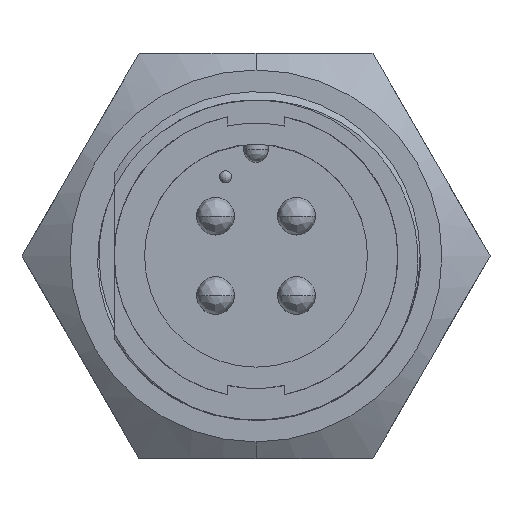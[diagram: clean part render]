
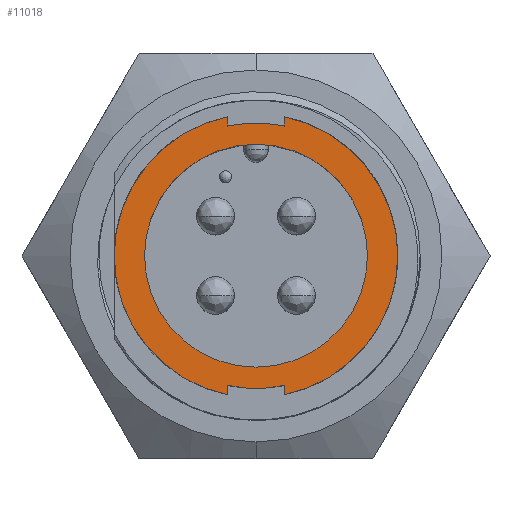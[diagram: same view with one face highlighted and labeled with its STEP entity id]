
A CAD part, top view. The second image highlights one B-rep face of the part: STEP entity #11018.
In plain terms, the highlighted planar face has unit normal (0, 0, 1).
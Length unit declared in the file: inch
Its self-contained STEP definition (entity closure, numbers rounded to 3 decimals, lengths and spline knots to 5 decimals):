
#147 = CARTESIAN_POINT ( 'NONE',  ( 0.07, 0.34293, 0. ) ) ;
#148 = DIRECTION ( 'NONE',  ( 0., -1., 0. ) ) ;
#361 = CARTESIAN_POINT ( 'NONE',  ( -0.07, -0.3275, 0. ) ) ;
#362 = DIRECTION ( 'NONE',  ( 0., -1., 0. ) ) ;
#477 = CARTESIAN_POINT ( 'NONE',  ( 0.07, -0.3275, 0. ) ) ;
#478 = DIRECTION ( 'NONE',  ( 0., 1., 0. ) ) ;
#482 = CARTESIAN_POINT ( 'NONE',  ( -0.07, -0.3275, 0. ) ) ;
#483 = DIRECTION ( 'NONE',  ( 0., -1., 0. ) ) ;
#588 = CARTESIAN_POINT ( 'NONE',  ( 0., 0., 0. ) ) ;
#589 = DIRECTION ( 'NONE',  ( 0., 0., -1. ) ) ;
#590 = DIRECTION ( 'NONE',  ( -1., 0., 0. ) ) ;
#954 = CARTESIAN_POINT ( 'NONE',  ( 0., 0., 0. ) ) ;
#955 = DIRECTION ( 'NONE',  ( 0., 0., -1. ) ) ;
#956 = DIRECTION ( 'NONE',  ( -1., 0., 0. ) ) ;
#957 = CARTESIAN_POINT ( 'NONE',  ( 0., 0., 0. ) ) ;
#958 = DIRECTION ( 'NONE',  ( 0., 0., 1. ) ) ;
#959 = DIRECTION ( 'NONE',  ( -1., 0., 0. ) ) ;
#1004 = CARTESIAN_POINT ( 'NONE',  ( 0., 0., 0. ) ) ;
#1005 = DIRECTION ( 'NONE',  ( 0., 0., -1. ) ) ;
#1006 = DIRECTION ( 'NONE',  ( 1., 0., 0. ) ) ;
#1901 = FACE_BOUND ( 'NONE', #9055, .T. ) ;
#1902 = FACE_OUTER_BOUND ( 'NONE', #9086, .T. ) ;
#3567 = CARTESIAN_POINT ( 'NONE',  ( 0.07, -0.31993, 0. ) ) ;
#3569 = CARTESIAN_POINT ( 'NONE',  ( -0.275, 0., 0. ) ) ;
#3582 = CARTESIAN_POINT ( 'NONE',  ( 0.35, 0., 0. ) ) ;
#3599 = CARTESIAN_POINT ( 'NONE',  ( -0.07, -0.31993, 0. ) ) ;
#3652 = CARTESIAN_POINT ( 'NONE',  ( 0.275, 0., 0. ) ) ;
#3659 = CARTESIAN_POINT ( 'NONE',  ( 0.07, -0.34293, 0. ) ) ;
#3661 = CARTESIAN_POINT ( 'NONE',  ( -0.07, -0.34293, 0. ) ) ;
#3665 = CARTESIAN_POINT ( 'NONE',  ( -0.07, 0.31993, 0. ) ) ;
#3682 = CARTESIAN_POINT ( 'NONE',  ( 0.07, 0.31993, 0. ) ) ;
#3706 = CARTESIAN_POINT ( 'NONE',  ( -0.07, 0.34293, 0. ) ) ;
#3769 = CARTESIAN_POINT ( 'NONE',  ( 0.07, 0.34293, 0. ) ) ;
#3874 = CARTESIAN_POINT ( 'NONE',  ( 0., 0., 0. ) ) ;
#3875 = DIRECTION ( 'NONE',  ( 0., 0., 1. ) ) ;
#3876 = DIRECTION ( 'NONE',  ( -1., 0., 0. ) ) ;
#3877 = CARTESIAN_POINT ( 'NONE',  ( 0., 0., 0. ) ) ;
#3878 = DIRECTION ( 'NONE',  ( 0., 0., -1. ) ) ;
#3879 = DIRECTION ( 'NONE',  ( 1., 0., 0. ) ) ;
#3892 = CARTESIAN_POINT ( 'NONE',  ( 0., 0., 0. ) ) ;
#3893 = DIRECTION ( 'NONE',  ( 0., 0., -1. ) ) ;
#3894 = DIRECTION ( 'NONE',  ( 1., 0., 0. ) ) ;
#8637 = CIRCLE ( 'NONE', #8646, 0.35 ) ;
#8646 = AXIS2_PLACEMENT_3D ( 'NONE', #1004, #1005, #1006 ) ;
#8654 = AXIS2_PLACEMENT_3D ( 'NONE', #588, #589, #590 ) ;
#8667 = CIRCLE ( 'NONE', #8727, 0.3275 ) ;
#8722 = AXIS2_PLACEMENT_3D ( 'NONE', #957, #958, #959 ) ;
#8727 = AXIS2_PLACEMENT_3D ( 'NONE', #954, #955, #956 ) ;
#8740 = CIRCLE ( 'NONE', #8722, 0.275 ) ;
#8780 = AXIS2_PLACEMENT_3D ( 'NONE', #3874, #3875, #3876 ) ;
#8784 = CIRCLE ( 'NONE', #8780, 0.275 ) ;
#8816 = AXIS2_PLACEMENT_3D ( 'NONE', #3892, #3893, #3894 ) ;
#8817 = CIRCLE ( 'NONE', #8816, 0.35 ) ;
#8842 = CIRCLE ( 'NONE', #8843, 0.35 ) ;
#8843 = AXIS2_PLACEMENT_3D ( 'NONE', #3877, #3878, #3879 ) ;
#8941 = VECTOR ( 'NONE', #148, 39.37008 ) ;
#8964 = VECTOR ( 'NONE', #362, 39.37008 ) ;
#8978 = VECTOR ( 'NONE', #478, 39.37008 ) ;
#8980 = VECTOR ( 'NONE', #483, 39.37008 ) ;
#9005 = CIRCLE ( 'NONE', #8654, 0.3275 ) ;
#9055 = EDGE_LOOP ( 'NONE', ( #11353, #11354 ) ) ;
#9086 = EDGE_LOOP ( 'NONE', ( #11355, #11356, #11357, #11351, #11359, #11360, #11358, #11361, #11362 ) ) ;
#9140 = PLANE ( 'NONE',  #10392 ) ;
#9141 = CARTESIAN_POINT ( 'NONE',  ( 0., -0.3275, 0. ) ) ;
#9142 = DIRECTION ( 'NONE',  ( 0., 0., -1. ) ) ;
#9143 = DIRECTION ( 'NONE',  ( -1., 0., 0. ) ) ;
#9787 = VERTEX_POINT ( 'NONE', #3582 ) ;
#9841 = VERTEX_POINT ( 'NONE', #3567 ) ;
#9845 = VERTEX_POINT ( 'NONE', #3599 ) ;
#9846 = VERTEX_POINT ( 'NONE', #3569 ) ;
#9873 = VERTEX_POINT ( 'NONE', #3706 ) ;
#9892 = VERTEX_POINT ( 'NONE', #3769 ) ;
#9926 = VERTEX_POINT ( 'NONE', #3661 ) ;
#9941 = VERTEX_POINT ( 'NONE', #3665 ) ;
#9942 = VERTEX_POINT ( 'NONE', #3682 ) ;
#9943 = VERTEX_POINT ( 'NONE', #3659 ) ;
#9954 = VERTEX_POINT ( 'NONE', #3652 ) ;
#9978 = EDGE_CURVE ( 'NONE', #9954, #9846, #8784, .T. ) ;
#9979 = EDGE_CURVE ( 'NONE', #9892, #9787, #8842, .T. ) ;
#9984 = EDGE_CURVE ( 'NONE', #9926, #9873, #8817, .T. ) ;
#10130 = EDGE_CURVE ( 'NONE', #9892, #9942, #11506, .T. ) ;
#10159 = EDGE_CURVE ( 'NONE', #9873, #9941, #11513, .T. ) ;
#10179 = EDGE_CURVE ( 'NONE', #9943, #9841, #11524, .T. ) ;
#10181 = EDGE_CURVE ( 'NONE', #9845, #9926, #11525, .T. ) ;
#10211 = EDGE_CURVE ( 'NONE', #9841, #9845, #9005, .T. ) ;
#10283 = EDGE_CURVE ( 'NONE', #9941, #9942, #8667, .T. ) ;
#10284 = EDGE_CURVE ( 'NONE', #9846, #9954, #8740, .T. ) ;
#10293 = EDGE_CURVE ( 'NONE', #9787, #9943, #8637, .T. ) ;
#10392 = AXIS2_PLACEMENT_3D ( 'NONE', #9141, #9142, #9143 ) ;
#11018 = ADVANCED_FACE ( 'NONE', ( #1901, #1902 ), #9140, .F. ) ;
#11351 = ORIENTED_EDGE ( 'NONE', *, *, #10130, .T. ) ;
#11353 = ORIENTED_EDGE ( 'NONE', *, *, #10284, .F. ) ;
#11354 = ORIENTED_EDGE ( 'NONE', *, *, #9978, .F. ) ;
#11355 = ORIENTED_EDGE ( 'NONE', *, *, #10179, .F. ) ;
#11356 = ORIENTED_EDGE ( 'NONE', *, *, #10293, .F. ) ;
#11357 = ORIENTED_EDGE ( 'NONE', *, *, #9979, .F. ) ;
#11358 = ORIENTED_EDGE ( 'NONE', *, *, #9984, .F. ) ;
#11359 = ORIENTED_EDGE ( 'NONE', *, *, #10283, .F. ) ;
#11360 = ORIENTED_EDGE ( 'NONE', *, *, #10159, .F. ) ;
#11361 = ORIENTED_EDGE ( 'NONE', *, *, #10181, .F. ) ;
#11362 = ORIENTED_EDGE ( 'NONE', *, *, #10211, .F. ) ;
#11506 = LINE ( 'NONE', #147, #8941 ) ;
#11513 = LINE ( 'NONE', #361, #8964 ) ;
#11524 = LINE ( 'NONE', #477, #8978 ) ;
#11525 = LINE ( 'NONE', #482, #8980 ) ;
